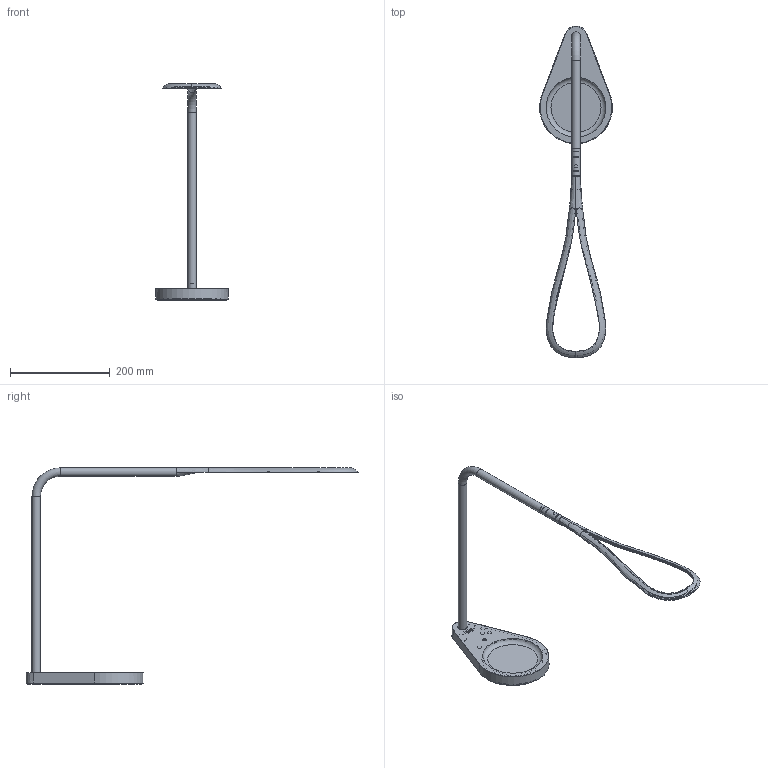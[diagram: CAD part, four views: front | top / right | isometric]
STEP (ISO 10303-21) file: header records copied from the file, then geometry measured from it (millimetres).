
FILE_DESCRIPTION(/* description */ (''),/* implementation_level */ '2;1');
FILE_NAME(/* name */ 'F431205200xxWL.stp',/* time_stamp */ '2020-01-14T10:07:04+01:00',/* author */ ('sghezzi'),/* organization */ (''),/* preprocessor_version */ 'ST-DEVELOPER v17.2',/* originating_system */ 'Autodesk Inventor 2019',/* authorisation */ '');
FILE_SCHEMA (('AUTOMOTIVE_DESIGN { 1 0 10303 214 3 1 1 }'));
Length unit declared in the file: millimetre
Products named in the file (22): 4312_KINX; 007431205; 007431208_RACCORDO; 007431207_STELO; 007431209_RONDELLA ANTIGIRO; DIN 6797 - J 10,5; ISO 8675 - M10 x 1; 005431204_SCHEDA_USB_VERTICALE; 005431210_SCHEDA_SENSORE_HT194_KINX_01; ISO 7045 - M3 x 6 - 4.8 - H; 007431206_SOTTO BASE; DIN 7991 - M3x8; 003432109_PANNO SOTTO BASE; 007431210_TESTA KINX; 007431210_TESTA_SOTTO_03; 003431215_O-RING_D11,2_SEZ_1,78; 007431215_SOTTOTESTA KINX; 007431210_TESTA_SOTTO_02; DIN 7984 - M3 x 6; 005431200_SCHEDA_LED_DX_KINX_NEW; 005431201_SCHEDA_LED_DX_KINX_NEW; 003431210_SCHERMO DIFFUSORE_KINX_DEF
Assembly tree (29 placements, depth 3):
  4312_KINX
    007431205
    007431208_RACCORDO
    007431207_STELO
    007431209_RONDELLA ANTIGIRO
    DIN 6797 - J 10,5
    ISO 8675 - M10 x 1
    005431204_SCHEDA_USB_VERTICALE
    ISO 7045 - M3 x 6 - 4.8 - H  x5
    005431210_SCHEDA_SENSORE_HT194_KINX_01
    007431206_SOTTO BASE
    DIN 7991 - M3x8  x4
    003432109_PANNO SOTTO BASE
    007431210_TESTA KINX
      007431210_TESTA_SOTTO_03
    003431215_O-RING_D11,2_SEZ_1,78  x2
    007431215_SOTTOTESTA KINX
      007431210_TESTA_SOTTO_02
    DIN 7984 - M3 x 6
    005431200_SCHEDA_LED_DX_KINX_NEW
    005431201_SCHEDA_LED_DX_KINX_NEW
    003431210_SCHERMO DIFFUSORE_KINX_DEF
Bounding box: 146.04 x 666.48 x 434.3 mm (x, y, z)
Volume: 356106.3 mm3; surface area: 298868.3 mm2
Topology: 27 solids, 27 shells, 3233 faces, 8389 edges, 5452 vertices
Faces by surface type: plane 2640, cylinder 221, bspline 155, cone 128, torus 74, sphere 15
Full cylindrical faces by diameter (mm): 0.6 x1, 1.1 x1, 1.9 x2, 2.5 x12, 2.729 x5, 3 x11, 3.2 x8, 3.6 x2, 5.5 x1, 6 x4, 6.2 x1, 7 x1, 8.917 x1, 10 x1, 10.5 x2, 12 x1, 14 x1, 17 x2, 18 x1
Entity records: 182267 total; most frequent: CARTESIAN_POINT 105654, ORIENTED_EDGE 15848, DIRECTION 13904, EDGE_CURVE 7924, LINE 6604, VECTOR 6604, VERTEX_POINT 5138, AXIS2_PLACEMENT_3D 3650
